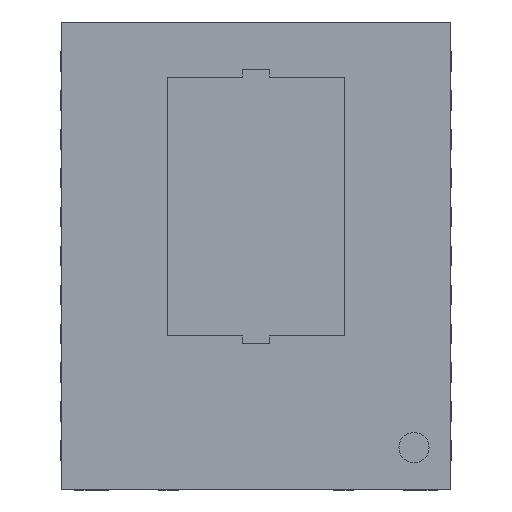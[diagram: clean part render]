
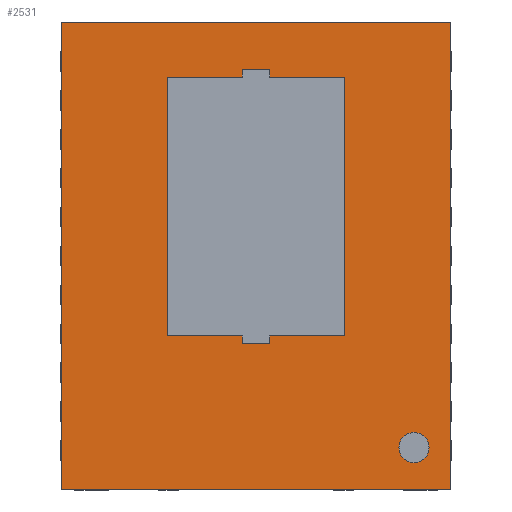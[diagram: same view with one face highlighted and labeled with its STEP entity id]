
A CAD part, top view. The second image highlights one B-rep face of the part: STEP entity #2531.
In plain terms, the highlighted planar face has unit normal (0, 0, 1).
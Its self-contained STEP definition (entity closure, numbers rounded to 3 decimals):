
#19 = CARTESIAN_POINT ( 'NONE',  ( -3., -2.5, 1.01 ) ) ;
#53 = DIRECTION ( 'NONE',  ( 0., 1., 0. ) ) ;
#62 = CARTESIAN_POINT ( 'NONE',  ( -2.299, 1.142, 1.01 ) ) ;
#88 = CIRCLE ( 'NONE', #3199, 0.194 ) ;
#111 = ORIENTED_EDGE ( 'NONE', *, *, #6655, .F. ) ;
#211 = EDGE_CURVE ( 'NONE', #6821, #7369, #7294, .T. ) ;
#281 = CARTESIAN_POINT ( 'NONE',  ( 0., 0.175, 1.01 ) ) ;
#301 = ORIENTED_EDGE ( 'NONE', *, *, #4317, .F. ) ;
#317 = DIRECTION ( 'NONE',  ( -1., 0., 0. ) ) ;
#356 = DIRECTION ( 'NONE',  ( 0., -1., 0. ) ) ;
#388 = VECTOR ( 'NONE', #3170, 1000. ) ;
#494 = CARTESIAN_POINT ( 'NONE',  ( 3., 2.5, 1.01 ) ) ;
#520 = CARTESIAN_POINT ( 'NONE',  ( 1.03, -0.175, 1.01 ) ) ;
#528 = ORIENTED_EDGE ( 'NONE', *, *, #4217, .F. ) ;
#587 = VERTEX_POINT ( 'NONE', #6232 ) ;
#757 = VECTOR ( 'NONE', #1157, 1000. ) ;
#764 = VERTEX_POINT ( 'NONE', #1748 ) ;
#806 = CARTESIAN_POINT ( 'NONE',  ( -3., 2.5, 1.01 ) ) ;
#862 = LINE ( 'NONE', #281, #4324 ) ;
#902 = LINE ( 'NONE', #4957, #2092 ) ;
#964 = CARTESIAN_POINT ( 'NONE',  ( 3., -2.5, 1.01 ) ) ;
#1054 = EDGE_CURVE ( 'NONE', #3632, #764, #2060, .T. ) ;
#1110 = CARTESIAN_POINT ( 'NONE',  ( 3., -2.5, 1.01 ) ) ;
#1137 = VECTOR ( 'NONE', #2506, 1000. ) ;
#1157 = DIRECTION ( 'NONE',  ( 0., -1., 0. ) ) ;
#1210 = ORIENTED_EDGE ( 'NONE', *, *, #5042, .F. ) ;
#1272 = VERTEX_POINT ( 'NONE', #2510 ) ;
#1366 = VERTEX_POINT ( 'NONE', #806 ) ;
#1411 = ORIENTED_EDGE ( 'NONE', *, *, #4705, .F. ) ;
#1433 = ORIENTED_EDGE ( 'NONE', *, *, #2226, .T. ) ;
#1533 = VERTEX_POINT ( 'NONE', #19 ) ;
#1551 = CARTESIAN_POINT ( 'NONE',  ( 3., 2.5, 1.01 ) ) ;
#1584 = EDGE_CURVE ( 'NONE', #2084, #6821, #6602, .T. ) ;
#1637 = PLANE ( 'NONE',  #6210 ) ;
#1736 = CIRCLE ( 'NONE', #6102, 0.194 ) ;
#1748 = CARTESIAN_POINT ( 'NONE',  ( -2.399, 0.175, 1.01 ) ) ;
#1912 = EDGE_CURVE ( 'NONE', #3457, #2084, #2782, .T. ) ;
#1915 = LINE ( 'NONE', #6251, #6576 ) ;
#1929 = EDGE_LOOP ( 'NONE', ( #111, #7443, #2818, #2527, #301, #1210, #528, #1411, #4670, #3742, #2266, #3271 ) ) ;
#1950 = DIRECTION ( 'NONE',  ( -1., 0., 0. ) ) ;
#2060 = LINE ( 'NONE', #3913, #6182 ) ;
#2084 = VERTEX_POINT ( 'NONE', #6934 ) ;
#2092 = VECTOR ( 'NONE', #356, 1000. ) ;
#2131 = DIRECTION ( 'NONE',  ( 0., 1., 0. ) ) ;
#2150 = DIRECTION ( 'NONE',  ( 0., 0., 1. ) ) ;
#2193 = CARTESIAN_POINT ( 'NONE',  ( 1.03, -1.142, 1.01 ) ) ;
#2226 = EDGE_CURVE ( 'NONE', #2958, #1366, #6967, .T. ) ;
#2266 = ORIENTED_EDGE ( 'NONE', *, *, #1912, .F. ) ;
#2395 = LINE ( 'NONE', #1110, #5984 ) ;
#2506 = DIRECTION ( 'NONE',  ( 1., 0., 0. ) ) ;
#2510 = CARTESIAN_POINT ( 'NONE',  ( 1.13, 0.175, 1.01 ) ) ;
#2511 = VECTOR ( 'NONE', #5287, 1000. ) ;
#2527 = ORIENTED_EDGE ( 'NONE', *, *, #3685, .F. ) ;
#2531 = ADVANCED_FACE ( 'NONE', ( #3339, #6906, #3380 ), #1637, .T. ) ;
#2610 = CARTESIAN_POINT ( 'NONE',  ( -2.299, -1.142, 1.01 ) ) ;
#2673 = LINE ( 'NONE', #3210, #388 ) ;
#2782 = LINE ( 'NONE', #2193, #4614 ) ;
#2818 = ORIENTED_EDGE ( 'NONE', *, *, #1054, .F. ) ;
#2875 = DIRECTION ( 'NONE',  ( 0., -1., 0. ) ) ;
#2876 = DIRECTION ( 'NONE',  ( 0., -1., 0. ) ) ;
#2923 = CARTESIAN_POINT ( 'NONE',  ( -2.399, -0.175, 1.01 ) ) ;
#2955 = VERTEX_POINT ( 'NONE', #62 ) ;
#2958 = VERTEX_POINT ( 'NONE', #494 ) ;
#3010 = CARTESIAN_POINT ( 'NONE',  ( 1.03, 1.142, 1.01 ) ) ;
#3151 = CARTESIAN_POINT ( 'NONE',  ( 1.13, -0.175, 1.01 ) ) ;
#3170 = DIRECTION ( 'NONE',  ( 0., 1., 0. ) ) ;
#3199 = AXIS2_PLACEMENT_3D ( 'NONE', #7585, #2150, #4520 ) ;
#3210 = CARTESIAN_POINT ( 'NONE',  ( 1.13, 0., 1.01 ) ) ;
#3271 = ORIENTED_EDGE ( 'NONE', *, *, #4849, .F. ) ;
#3323 = LINE ( 'NONE', #1551, #6866 ) ;
#3339 = FACE_BOUND ( 'NONE', #1929, .T. ) ;
#3380 = FACE_OUTER_BOUND ( 'NONE', #5274, .T. ) ;
#3411 = CARTESIAN_POINT ( 'NONE',  ( -2.299, -0.175, 1.01 ) ) ;
#3427 = CARTESIAN_POINT ( 'NONE',  ( 1.03, 1.142, 1.01 ) ) ;
#3457 = VERTEX_POINT ( 'NONE', #2610 ) ;
#3476 = DIRECTION ( 'NONE',  ( 1., 0., 0. ) ) ;
#3526 = CARTESIAN_POINT ( 'NONE',  ( 3., 2.5, 1.01 ) ) ;
#3539 = EDGE_CURVE ( 'NONE', #764, #7234, #902, .T. ) ;
#3592 = LINE ( 'NONE', #5359, #3618 ) ;
#3618 = VECTOR ( 'NONE', #3667, 1000. ) ;
#3632 = VERTEX_POINT ( 'NONE', #3957 ) ;
#3654 = EDGE_CURVE ( 'NONE', #587, #4733, #88, .T. ) ;
#3667 = DIRECTION ( 'NONE',  ( 0., -1., 0. ) ) ;
#3669 = LINE ( 'NONE', #6225, #1137 ) ;
#3685 = EDGE_CURVE ( 'NONE', #2955, #3632, #4586, .T. ) ;
#3742 = ORIENTED_EDGE ( 'NONE', *, *, #1584, .F. ) ;
#3779 = DIRECTION ( 'NONE',  ( 1., 0., 0. ) ) ;
#3830 = CARTESIAN_POINT ( 'NONE',  ( 2.465, 1.839, 1.01 ) ) ;
#3873 = VECTOR ( 'NONE', #53, 1000. ) ;
#3913 = CARTESIAN_POINT ( 'NONE',  ( 0., 0.175, 1.01 ) ) ;
#3928 = CARTESIAN_POINT ( 'NONE',  ( 2.465, 2.033, 1.01 ) ) ;
#3957 = CARTESIAN_POINT ( 'NONE',  ( -2.299, 0.175, 1.01 ) ) ;
#4052 = CARTESIAN_POINT ( 'NONE',  ( -3., 2.5, 1.01 ) ) ;
#4098 = VERTEX_POINT ( 'NONE', #964 ) ;
#4217 = EDGE_CURVE ( 'NONE', #1272, #5017, #862, .T. ) ;
#4317 = EDGE_CURVE ( 'NONE', #7587, #2955, #1915, .T. ) ;
#4324 = VECTOR ( 'NONE', #317, 1000. ) ;
#4428 = DIRECTION ( 'NONE',  ( -1., 0., 0. ) ) ;
#4442 = ORIENTED_EDGE ( 'NONE', *, *, #3654, .F. ) ;
#4520 = DIRECTION ( 'NONE',  ( 0., -1., 0. ) ) ;
#4525 = DIRECTION ( 'NONE',  ( 0., -1., 0. ) ) ;
#4586 = LINE ( 'NONE', #7050, #6196 ) ;
#4614 = VECTOR ( 'NONE', #6375, 1000. ) ;
#4670 = ORIENTED_EDGE ( 'NONE', *, *, #211, .F. ) ;
#4681 = EDGE_CURVE ( 'NONE', #4098, #2958, #3323, .T. ) ;
#4705 = EDGE_CURVE ( 'NONE', #7369, #1272, #2673, .T. ) ;
#4733 = VERTEX_POINT ( 'NONE', #3830 ) ;
#4781 = ORIENTED_EDGE ( 'NONE', *, *, #6535, .T. ) ;
#4849 = EDGE_CURVE ( 'NONE', #7636, #3457, #3592, .T. ) ;
#4957 = CARTESIAN_POINT ( 'NONE',  ( -2.399, 0., 1.01 ) ) ;
#4982 = VECTOR ( 'NONE', #5229, 1000. ) ;
#5017 = VERTEX_POINT ( 'NONE', #5273 ) ;
#5042 = EDGE_CURVE ( 'NONE', #5017, #7587, #7634, .T. ) ;
#5216 = CARTESIAN_POINT ( 'NONE',  ( 0., 0., 1.01 ) ) ;
#5229 = DIRECTION ( 'NONE',  ( 0., 1., 0. ) ) ;
#5273 = CARTESIAN_POINT ( 'NONE',  ( 1.03, 0.175, 1.01 ) ) ;
#5274 = EDGE_LOOP ( 'NONE', ( #4781, #6982, #1433, #7031 ) ) ;
#5287 = DIRECTION ( 'NONE',  ( -1., 0., 0. ) ) ;
#5359 = CARTESIAN_POINT ( 'NONE',  ( -2.299, 1.142, 1.01 ) ) ;
#5584 = CARTESIAN_POINT ( 'NONE',  ( 0., -0.175, 1.01 ) ) ;
#5837 = CARTESIAN_POINT ( 'NONE',  ( 1.03, 1.142, 1.01 ) ) ;
#5960 = EDGE_CURVE ( 'NONE', #4733, #587, #1736, .T. ) ;
#5984 = VECTOR ( 'NONE', #3476, 1000. ) ;
#6102 = AXIS2_PLACEMENT_3D ( 'NONE', #3928, #6291, #4525 ) ;
#6144 = ORIENTED_EDGE ( 'NONE', *, *, #5960, .F. ) ;
#6182 = VECTOR ( 'NONE', #4428, 1000. ) ;
#6196 = VECTOR ( 'NONE', #2876, 1000. ) ;
#6210 = AXIS2_PLACEMENT_3D ( 'NONE', #5216, #7019, #2875 ) ;
#6225 = CARTESIAN_POINT ( 'NONE',  ( 0., -0.175, 1.01 ) ) ;
#6232 = CARTESIAN_POINT ( 'NONE',  ( 2.465, 2.226, 1.01 ) ) ;
#6251 = CARTESIAN_POINT ( 'NONE',  ( 1.03, 1.142, 1.01 ) ) ;
#6291 = DIRECTION ( 'NONE',  ( 0., 0., 1. ) ) ;
#6375 = DIRECTION ( 'NONE',  ( 1., 0., 0. ) ) ;
#6519 = EDGE_CURVE ( 'NONE', #1366, #1533, #7190, .T. ) ;
#6535 = EDGE_CURVE ( 'NONE', #1533, #4098, #2395, .T. ) ;
#6576 = VECTOR ( 'NONE', #1950, 1000. ) ;
#6602 = LINE ( 'NONE', #3010, #3873 ) ;
#6655 = EDGE_CURVE ( 'NONE', #7234, #7636, #3669, .T. ) ;
#6821 = VERTEX_POINT ( 'NONE', #520 ) ;
#6866 = VECTOR ( 'NONE', #2131, 1000. ) ;
#6884 = VECTOR ( 'NONE', #3779, 1000. ) ;
#6906 = FACE_BOUND ( 'NONE', #7288, .T. ) ;
#6934 = CARTESIAN_POINT ( 'NONE',  ( 1.03, -1.142, 1.01 ) ) ;
#6967 = LINE ( 'NONE', #3526, #2511 ) ;
#6982 = ORIENTED_EDGE ( 'NONE', *, *, #4681, .T. ) ;
#7019 = DIRECTION ( 'NONE',  ( 0., 0., 1. ) ) ;
#7031 = ORIENTED_EDGE ( 'NONE', *, *, #6519, .T. ) ;
#7050 = CARTESIAN_POINT ( 'NONE',  ( -2.299, 1.142, 1.01 ) ) ;
#7190 = LINE ( 'NONE', #4052, #757 ) ;
#7234 = VERTEX_POINT ( 'NONE', #2923 ) ;
#7288 = EDGE_LOOP ( 'NONE', ( #6144, #4442 ) ) ;
#7294 = LINE ( 'NONE', #5584, #6884 ) ;
#7369 = VERTEX_POINT ( 'NONE', #3151 ) ;
#7443 = ORIENTED_EDGE ( 'NONE', *, *, #3539, .F. ) ;
#7585 = CARTESIAN_POINT ( 'NONE',  ( 2.465, 2.033, 1.01 ) ) ;
#7587 = VERTEX_POINT ( 'NONE', #5837 ) ;
#7634 = LINE ( 'NONE', #3427, #4982 ) ;
#7636 = VERTEX_POINT ( 'NONE', #3411 ) ;
